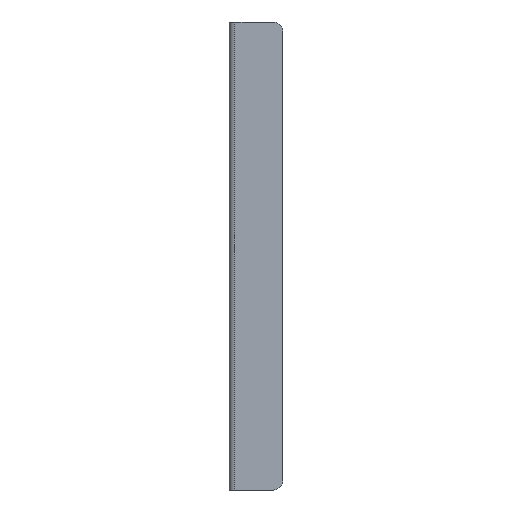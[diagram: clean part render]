
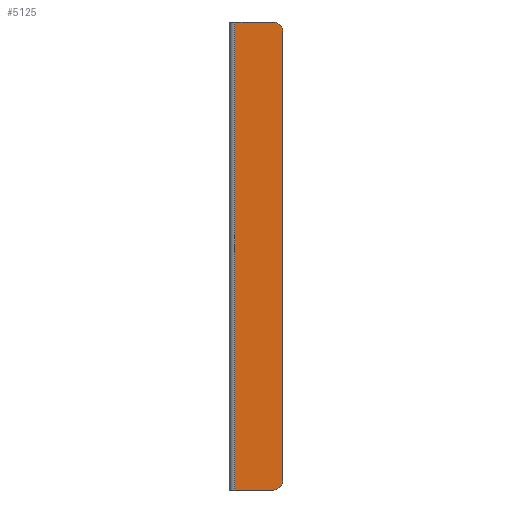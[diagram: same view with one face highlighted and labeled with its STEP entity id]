
A CAD part, front view. The second image highlights one B-rep face of the part: STEP entity #5125.
In plain terms, the highlighted planar face has unit normal (0, -1, 0).
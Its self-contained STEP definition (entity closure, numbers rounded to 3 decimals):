
#20=DIRECTION('',(-1.,0.,0.));
#21=VECTOR('',#20,20.5);
#22=CARTESIAN_POINT('',(23.5,0.,0.));
#23=LINE('',#22,#21);
#72=DIRECTION('',(1.,0.,0.));
#73=VECTOR('',#72,20.5);
#74=CARTESIAN_POINT('',(3.,0.,250.));
#75=LINE('',#74,#73);
#138=CARTESIAN_POINT('',(23.5,0.,245.));
#139=DIRECTION('',(0.,-1.,0.));
#140=DIRECTION('',(1.,0.,0.));
#141=AXIS2_PLACEMENT_3D('',#138,#139,#140);
#143=DIRECTION('',(0.,0.,1.));
#144=VECTOR('',#143,240.);
#145=CARTESIAN_POINT('',(28.5,0.,5.));
#146=LINE('',#145,#144);
#147=CARTESIAN_POINT('',(23.5,0.,5.));
#148=DIRECTION('',(0.,-1.,0.));
#149=DIRECTION('',(0.,0.,-1.));
#150=AXIS2_PLACEMENT_3D('',#147,#148,#149);
#156=DIRECTION('',(0.,0.,1.));
#157=VECTOR('',#156,250.);
#158=CARTESIAN_POINT('',(3.,0.,0.));
#159=LINE('',#158,#157);
#3660=CARTESIAN_POINT('',(3.,0.,0.));
#3661=VERTEX_POINT('',#3660);
#3662=CARTESIAN_POINT('',(23.5,0.,0.));
#3663=VERTEX_POINT('',#3662);
#3674=CARTESIAN_POINT('',(28.5,0.,5.));
#3675=VERTEX_POINT('',#3674);
#3698=CARTESIAN_POINT('',(3.,0.,250.));
#3699=CARTESIAN_POINT('',(23.5,0.,250.));
#3700=VERTEX_POINT('',#3698);
#3701=VERTEX_POINT('',#3699);
#3720=CARTESIAN_POINT('',(28.5,0.,245.));
#3721=VERTEX_POINT('',#3720);
#5110=CARTESIAN_POINT('',(20.363,0.,46.747));
#5111=DIRECTION('',(0.,-1.,0.));
#5112=DIRECTION('',(1.,0.,0.));
#5113=AXIS2_PLACEMENT_3D('',#5110,#5111,#5112);
#5114=PLANE('',#5113);
#5115=ORIENTED_EDGE('',*,*,#4967,.T.);
#5117=ORIENTED_EDGE('',*,*,#5116,.T.);
#5118=ORIENTED_EDGE('',*,*,#5044,.T.);
#5119=ORIENTED_EDGE('',*,*,#5074,.F.);
#5121=ORIENTED_EDGE('',*,*,#5120,.F.);
#5122=ORIENTED_EDGE('',*,*,#5102,.F.);
#5123=EDGE_LOOP('',(#5115,#5117,#5118,#5119,#5121,#5122));
#5124=FACE_OUTER_BOUND('',#5123,.F.);
#5125=ADVANCED_FACE('',(#5124),#5114,.T.);
#142=CIRCLE('',#141,5.);
#151=CIRCLE('',#150,5.);
#4967=EDGE_CURVE('',#3663,#3661,#23,.T.);
#5044=EDGE_CURVE('',#3700,#3701,#75,.T.);
#5074=EDGE_CURVE('',#3721,#3701,#142,.T.);
#5102=EDGE_CURVE('',#3663,#3675,#151,.T.);
#5116=EDGE_CURVE('',#3661,#3700,#159,.T.);
#5120=EDGE_CURVE('',#3675,#3721,#146,.T.);
